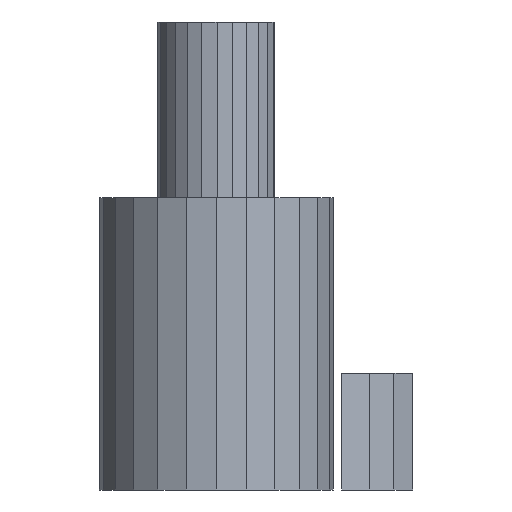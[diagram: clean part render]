
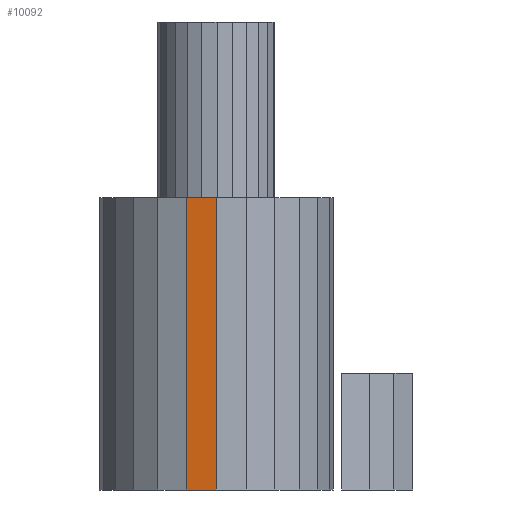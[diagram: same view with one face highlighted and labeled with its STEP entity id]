
A CAD part, front view. The second image highlights one B-rep face of the part: STEP entity #10092.
In plain terms, the highlighted face is planar.
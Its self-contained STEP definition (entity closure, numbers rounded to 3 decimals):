
#8216 = PLANE('',#8217);
#8217 = AXIS2_PLACEMENT_3D('',#8218,#8219,#8220);
#8218 = CARTESIAN_POINT('',(293.133,129.712,
    5.842));
#8219 = DIRECTION('',(0.,0.,1.));
#8220 = DIRECTION('',(1.,0.,-0.));
#8843 = VERTEX_POINT('',#8844);
#8844 = CARTESIAN_POINT('',(290.545,120.052,
    5.842));
#8858 = PLANE('',#8859);
#8859 = AXIS2_PLACEMENT_3D('',#8860,#8861,#8862);
#8860 = CARTESIAN_POINT('',(289.339,120.552,
    -6.658));
#8861 = DIRECTION('',(-0.383,-0.924,-0.));
#8862 = DIRECTION('',(-0.924,0.383,0.));
#8870 = EDGE_CURVE('',#8843,#8871,#8873,.T.);
#8871 = VERTEX_POINT('',#8872);
#8872 = CARTESIAN_POINT('',(293.133,119.712,
    5.842));
#8873 = SURFACE_CURVE('',#8874,(#8878,#8885),.PCURVE_S1.);
#8874 = LINE('',#8875,#8876);
#8875 = CARTESIAN_POINT('',(290.545,120.052,
    5.842));
#8876 = VECTOR('',#8877,1.);
#8877 = DIRECTION('',(0.991,-0.131,0.));
#8878 = PCURVE('',#8216,#8879);
#8879 = DEFINITIONAL_REPRESENTATION('',(#8880),#8884);
#8880 = LINE('',#8881,#8882);
#8881 = CARTESIAN_POINT('',(-2.588,-9.659));
#8882 = VECTOR('',#8883,1.);
#8883 = DIRECTION('',(0.991,-0.131));
#8884 = ( GEOMETRIC_REPRESENTATION_CONTEXT(2) 
PARAMETRIC_REPRESENTATION_CONTEXT() REPRESENTATION_CONTEXT('2D SPACE',''
  ) );
#8885 = PCURVE('',#8886,#8891);
#8886 = PLANE('',#8887);
#8887 = AXIS2_PLACEMENT_3D('',#8888,#8889,#8890);
#8888 = CARTESIAN_POINT('',(291.839,119.882,
    -6.658));
#8889 = DIRECTION('',(-0.131,-0.991,-0.));
#8890 = DIRECTION('',(-0.991,0.131,0.));
#8891 = DEFINITIONAL_REPRESENTATION('',(#8892),#8896);
#8892 = LINE('',#8893,#8894);
#8893 = CARTESIAN_POINT('',(1.305,-12.5));
#8894 = VECTOR('',#8895,1.);
#8895 = DIRECTION('',(-1.,0.));
#8896 = ( GEOMETRIC_REPRESENTATION_CONTEXT(2) 
PARAMETRIC_REPRESENTATION_CONTEXT() REPRESENTATION_CONTEXT('2D SPACE',''
  ) );
#8912 = PLANE('',#8913);
#8913 = AXIS2_PLACEMENT_3D('',#8914,#8915,#8916);
#8914 = CARTESIAN_POINT('',(294.427,119.882,
    -6.658));
#8915 = DIRECTION('',(0.131,-0.991,-0.));
#8916 = DIRECTION('',(-0.991,-0.131,0.));
#9523 = PLANE('',#9524);
#9524 = AXIS2_PLACEMENT_3D('',#9525,#9526,#9527);
#9525 = CARTESIAN_POINT('',(293.133,129.712,
    -19.158));
#9526 = DIRECTION('',(-0.,-0.,-1.));
#9527 = DIRECTION('',(-1.,0.,0.));
#10092 = ADVANCED_FACE('',(#10093),#8886,.F.);
#10093 = FACE_BOUND('',#10094,.F.);
#10094 = EDGE_LOOP('',(#10095,#10096,#10119,#10142));
#10095 = ORIENTED_EDGE('',*,*,#8870,.F.);
#10096 = ORIENTED_EDGE('',*,*,#10097,.T.);
#10097 = EDGE_CURVE('',#8843,#10098,#10100,.T.);
#10098 = VERTEX_POINT('',#10099);
#10099 = CARTESIAN_POINT('',(290.545,120.052,
    -19.158));
#10100 = SURFACE_CURVE('',#10101,(#10105,#10112),.PCURVE_S1.);
#10101 = LINE('',#10102,#10103);
#10102 = CARTESIAN_POINT('',(290.545,120.052,
    5.842));
#10103 = VECTOR('',#10104,1.);
#10104 = DIRECTION('',(0.,0.,-1.));
#10105 = PCURVE('',#8886,#10106);
#10106 = DEFINITIONAL_REPRESENTATION('',(#10107),#10111);
#10107 = LINE('',#10108,#10109);
#10108 = CARTESIAN_POINT('',(1.305,-12.5));
#10109 = VECTOR('',#10110,1.);
#10110 = DIRECTION('',(0.,1.));
#10111 = ( GEOMETRIC_REPRESENTATION_CONTEXT(2) 
PARAMETRIC_REPRESENTATION_CONTEXT() REPRESENTATION_CONTEXT('2D SPACE',''
  ) );
#10112 = PCURVE('',#8858,#10113);
#10113 = DEFINITIONAL_REPRESENTATION('',(#10114),#10118);
#10114 = LINE('',#10115,#10116);
#10115 = CARTESIAN_POINT('',(-1.305,-12.5));
#10116 = VECTOR('',#10117,1.);
#10117 = DIRECTION('',(0.,1.));
#10118 = ( GEOMETRIC_REPRESENTATION_CONTEXT(2) 
PARAMETRIC_REPRESENTATION_CONTEXT() REPRESENTATION_CONTEXT('2D SPACE',''
  ) );
#10119 = ORIENTED_EDGE('',*,*,#10120,.T.);
#10120 = EDGE_CURVE('',#10098,#10121,#10123,.T.);
#10121 = VERTEX_POINT('',#10122);
#10122 = CARTESIAN_POINT('',(293.133,119.712,
    -19.158));
#10123 = SURFACE_CURVE('',#10124,(#10128,#10135),.PCURVE_S1.);
#10124 = LINE('',#10125,#10126);
#10125 = CARTESIAN_POINT('',(290.545,120.052,
    -19.158));
#10126 = VECTOR('',#10127,1.);
#10127 = DIRECTION('',(0.991,-0.131,0.));
#10128 = PCURVE('',#8886,#10129);
#10129 = DEFINITIONAL_REPRESENTATION('',(#10130),#10134);
#10130 = LINE('',#10131,#10132);
#10131 = CARTESIAN_POINT('',(1.305,12.5));
#10132 = VECTOR('',#10133,1.);
#10133 = DIRECTION('',(-1.,0.));
#10134 = ( GEOMETRIC_REPRESENTATION_CONTEXT(2) 
PARAMETRIC_REPRESENTATION_CONTEXT() REPRESENTATION_CONTEXT('2D SPACE',''
  ) );
#10135 = PCURVE('',#9523,#10136);
#10136 = DEFINITIONAL_REPRESENTATION('',(#10137),#10141);
#10137 = LINE('',#10138,#10139);
#10138 = CARTESIAN_POINT('',(2.588,-9.659));
#10139 = VECTOR('',#10140,1.);
#10140 = DIRECTION('',(-0.991,-0.131));
#10141 = ( GEOMETRIC_REPRESENTATION_CONTEXT(2) 
PARAMETRIC_REPRESENTATION_CONTEXT() REPRESENTATION_CONTEXT('2D SPACE',''
  ) );
#10142 = ORIENTED_EDGE('',*,*,#10143,.T.);
#10143 = EDGE_CURVE('',#10121,#8871,#10144,.T.);
#10144 = SURFACE_CURVE('',#10145,(#10149,#10156),.PCURVE_S1.);
#10145 = LINE('',#10146,#10147);
#10146 = CARTESIAN_POINT('',(293.133,119.712,
    -19.158));
#10147 = VECTOR('',#10148,1.);
#10148 = DIRECTION('',(0.,0.,1.));
#10149 = PCURVE('',#8886,#10150);
#10150 = DEFINITIONAL_REPRESENTATION('',(#10151),#10155);
#10151 = LINE('',#10152,#10153);
#10152 = CARTESIAN_POINT('',(-1.305,12.5));
#10153 = VECTOR('',#10154,1.);
#10154 = DIRECTION('',(0.,-1.));
#10155 = ( GEOMETRIC_REPRESENTATION_CONTEXT(2) 
PARAMETRIC_REPRESENTATION_CONTEXT() REPRESENTATION_CONTEXT('2D SPACE',''
  ) );
#10156 = PCURVE('',#8912,#10157);
#10157 = DEFINITIONAL_REPRESENTATION('',(#10158),#10162);
#10158 = LINE('',#10159,#10160);
#10159 = CARTESIAN_POINT('',(1.305,12.5));
#10160 = VECTOR('',#10161,1.);
#10161 = DIRECTION('',(0.,-1.));
#10162 = ( GEOMETRIC_REPRESENTATION_CONTEXT(2) 
PARAMETRIC_REPRESENTATION_CONTEXT() REPRESENTATION_CONTEXT('2D SPACE',''
  ) );
